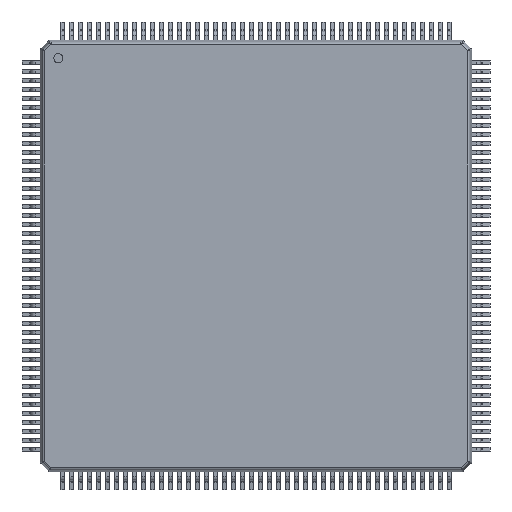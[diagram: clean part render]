
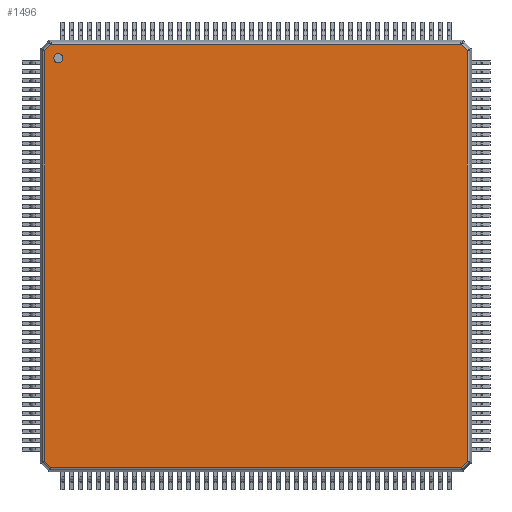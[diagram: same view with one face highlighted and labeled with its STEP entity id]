
A CAD part, top view. The second image highlights one B-rep face of the part: STEP entity #1496.
In plain terms, the highlighted face is planar.
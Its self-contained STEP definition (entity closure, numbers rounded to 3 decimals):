
#28=CARTESIAN_POINT('',(-11.,0.637,-11.));
#29=DIRECTION('',(0.,1.,0.));
#30=DIRECTION('',(1.,0.,0.));
#31=AXIS2_PLACEMENT_3D('',#28,#29,#30);
#37=CARTESIAN_POINT('',(-11.,0.637,-11.));
#38=DIRECTION('',(0.,1.,0.));
#39=DIRECTION('',(-1.,0.,0.));
#40=AXIS2_PLACEMENT_3D('',#37,#38,#39);
#45=DIRECTION('',(0.,0.,1.));
#46=VECTOR('',#45,22.81);
#47=CARTESIAN_POINT('',(-11.762,0.637,-11.401));
#48=LINE('',#47,#46);
#167=DIRECTION('',(-0.707,0.,-0.707));
#168=VECTOR('',#167,0.5);
#169=CARTESIAN_POINT('',(-11.408,0.637,11.762));
#170=LINE('',#169,#168);
#198=DIRECTION('',(1.,0.,0.));
#199=VECTOR('',#198,22.817);
#200=CARTESIAN_POINT('',(-11.408,0.637,11.762));
#201=LINE('',#200,#199);
#243=DIRECTION('',(-0.707,0.,0.707));
#244=VECTOR('',#243,0.5);
#245=CARTESIAN_POINT('',(11.762,0.637,11.408));
#246=LINE('',#245,#244);
#351=DIRECTION('',(0.,0.,-1.));
#352=VECTOR('',#351,22.81);
#353=CARTESIAN_POINT('',(11.762,0.637,11.408));
#354=LINE('',#353,#352);
#396=DIRECTION('',(0.707,0.,0.707));
#397=VECTOR('',#396,0.51);
#398=CARTESIAN_POINT('',(11.401,0.637,-11.762));
#399=LINE('',#398,#397);
#504=DIRECTION('',(-1.,0.,0.));
#505=VECTOR('',#504,22.803);
#506=CARTESIAN_POINT('',(11.401,0.637,-11.762));
#507=LINE('',#506,#505);
#549=DIRECTION('',(0.707,0.,-0.707));
#550=VECTOR('',#549,0.51);
#551=CARTESIAN_POINT('',(-11.762,0.637,-11.401));
#552=LINE('',#551,#550);
#1299=CARTESIAN_POINT('',(-11.762,0.637,-11.401));
#1300=CARTESIAN_POINT('',(-11.762,0.637,11.408));
#1301=VERTEX_POINT('',#1299);
#1302=VERTEX_POINT('',#1300);
#1311=CARTESIAN_POINT('',(-11.401,0.637,-11.762));
#1312=VERTEX_POINT('',#1311);
#1313=CARTESIAN_POINT('',(11.401,0.637,-11.762));
#1314=VERTEX_POINT('',#1313);
#1323=CARTESIAN_POINT('',(11.762,0.637,-11.401));
#1324=VERTEX_POINT('',#1323);
#1325=CARTESIAN_POINT('',(11.762,0.637,11.408));
#1326=VERTEX_POINT('',#1325);
#1335=CARTESIAN_POINT('',(11.408,0.637,11.762));
#1336=VERTEX_POINT('',#1335);
#1337=CARTESIAN_POINT('',(-11.408,0.637,11.762));
#1338=VERTEX_POINT('',#1337);
#1463=CARTESIAN_POINT('',(-10.75,0.637,-11.));
#1464=CARTESIAN_POINT('',(-11.25,0.637,-11.));
#1465=VERTEX_POINT('',#1463);
#1466=VERTEX_POINT('',#1464);
#1467=CARTESIAN_POINT('',(0.,0.637,0.));
#1468=DIRECTION('',(0.,1.,0.));
#1469=DIRECTION('',(1.,0.,0.));
#1470=AXIS2_PLACEMENT_3D('',#1467,#1468,#1469);
#1471=PLANE('',#1470);
#1473=ORIENTED_EDGE('',*,*,#1472,.F.);
#1475=ORIENTED_EDGE('',*,*,#1474,.T.);
#1477=ORIENTED_EDGE('',*,*,#1476,.F.);
#1479=ORIENTED_EDGE('',*,*,#1478,.T.);
#1481=ORIENTED_EDGE('',*,*,#1480,.F.);
#1483=ORIENTED_EDGE('',*,*,#1482,.T.);
#1485=ORIENTED_EDGE('',*,*,#1484,.F.);
#1487=ORIENTED_EDGE('',*,*,#1486,.T.);
#1488=EDGE_LOOP('',(#1473,#1475,#1477,#1479,#1481,#1483,#1485,#1487));
#1489=FACE_OUTER_BOUND('',#1488,.F.);
#1491=ORIENTED_EDGE('',*,*,#1490,.T.);
#1493=ORIENTED_EDGE('',*,*,#1492,.T.);
#1494=EDGE_LOOP('',(#1491,#1493));
#1495=FACE_BOUND('',#1494,.F.);
#32=CIRCLE('',#31,0.25);
#41=CIRCLE('',#40,0.25);
#1472=EDGE_CURVE('',#1301,#1302,#48,.T.);
#1474=EDGE_CURVE('',#1301,#1312,#552,.T.);
#1476=EDGE_CURVE('',#1314,#1312,#507,.T.);
#1478=EDGE_CURVE('',#1314,#1324,#399,.T.);
#1480=EDGE_CURVE('',#1326,#1324,#354,.T.);
#1482=EDGE_CURVE('',#1326,#1336,#246,.T.);
#1484=EDGE_CURVE('',#1338,#1336,#201,.T.);
#1486=EDGE_CURVE('',#1338,#1302,#170,.T.);
#1490=EDGE_CURVE('',#1465,#1466,#32,.T.);
#1492=EDGE_CURVE('',#1466,#1465,#41,.T.);
#1496=ADVANCED_FACE('',(#1489,#1495),#1471,.T.);
